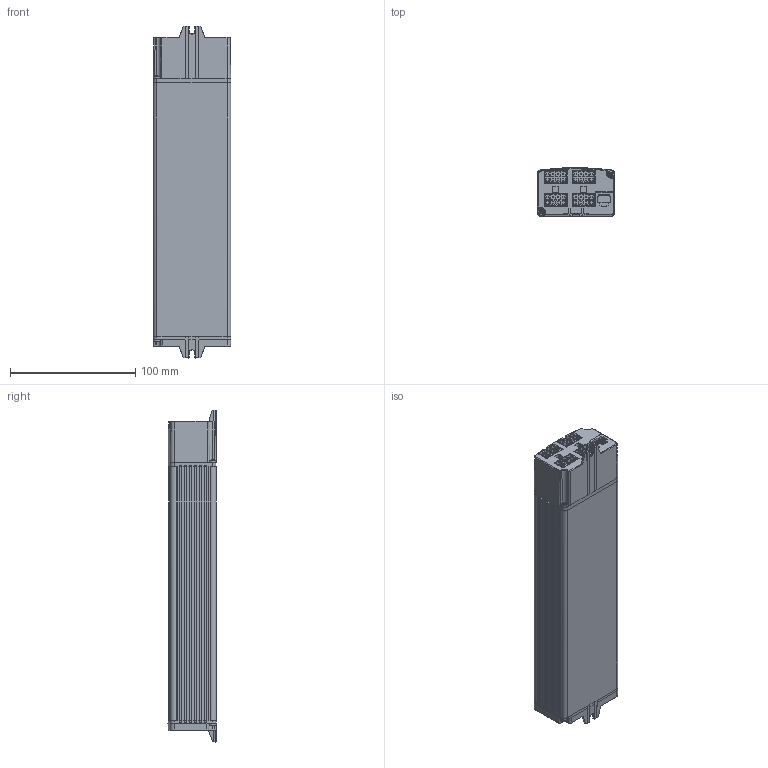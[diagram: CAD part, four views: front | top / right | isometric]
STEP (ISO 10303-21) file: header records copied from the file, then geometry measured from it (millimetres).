
FILE_DESCRIPTION((''),'2;1');
FILE_NAME('CONTROL-ENVELOP','2018-04-15T08:53:51',('TEJ'),(''),'CREO PARAMETRIC BY PTC INC, 2018050','CREO PARAMETRIC BY PTC INC, 2018050','');
FILE_SCHEMA(('AUTOMOTIVE_DESIGN { 1 0 10303 214 1 1 1 1 }'));
Products named in the file (1): CONTROL-ENVELOP
Bounding box: 62 x 38.4 x 265.54 mm (x, y, z)
Volume: 531674.1 mm3; surface area: 78762.5 mm2
Topology: 1 solids, 6 shells, 1447 faces, 3785 edges, 2438 vertices
Faces by surface type: plane 1179, cylinder 168, cone 52, torus 20, bspline 14, sphere 8, extrusion 6
Entity records: 68976 total; most frequent: CARTESIAN_POINT 11095, ORIENTED_EDGE 7570, DIRECTION 6992, PRESENTATION_STYLE_ASSIGNMENT 5035, STYLED_ITEM 3792, CURVE_STYLE 3791, EDGE_CURVE 3785, VECTOR 3148
